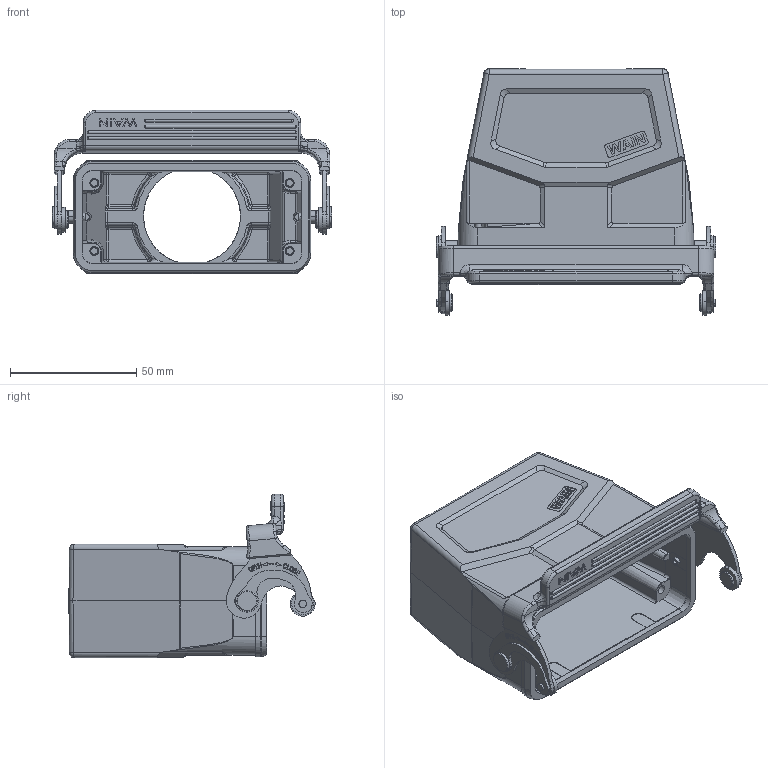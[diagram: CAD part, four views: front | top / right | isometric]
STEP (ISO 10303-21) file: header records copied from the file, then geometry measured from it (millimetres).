
FILE_DESCRIPTION((''),'2;1');
FILE_NAME('3D_1111167215002_W16B-CCTH-1L_S','2017-10-11T',('sy.ji'),(''),'PRO/ENGINEER BY PARAMETRIC TECHNOLOGY CORPORATION, 2014310','PRO/ENGINEER BY PARAMETRIC TECHNOLOGY CORPORATION, 2014310','');
FILE_SCHEMA(('CONFIG_CONTROL_DESIGN'));
Products named in the file (1): 3D_1111167215002_W16B-CCTH-1L_S
Bounding box: 110.7 x 97.57 x 64.78 mm (x, y, z)
Volume: 93328.8 mm3; surface area: 54788.6 mm2
Topology: 1 solids, 26 shells, 1426 faces, 3907 edges, 2568 vertices
Faces by surface type: plane 624, cylinder 316, extrusion 274, bspline 70, torus 52, cone 48, sphere 38, revolution 4
Entity records: 54443 total; most frequent: CARTESIAN_POINT 16175, ORIENTED_EDGE 7672, DIRECTION 6237, EDGE_CURVE 3863, VERTEX_POINT 2568, VECTOR 2351, LINE 2077, AXIS2_PLACEMENT_3D 1941
